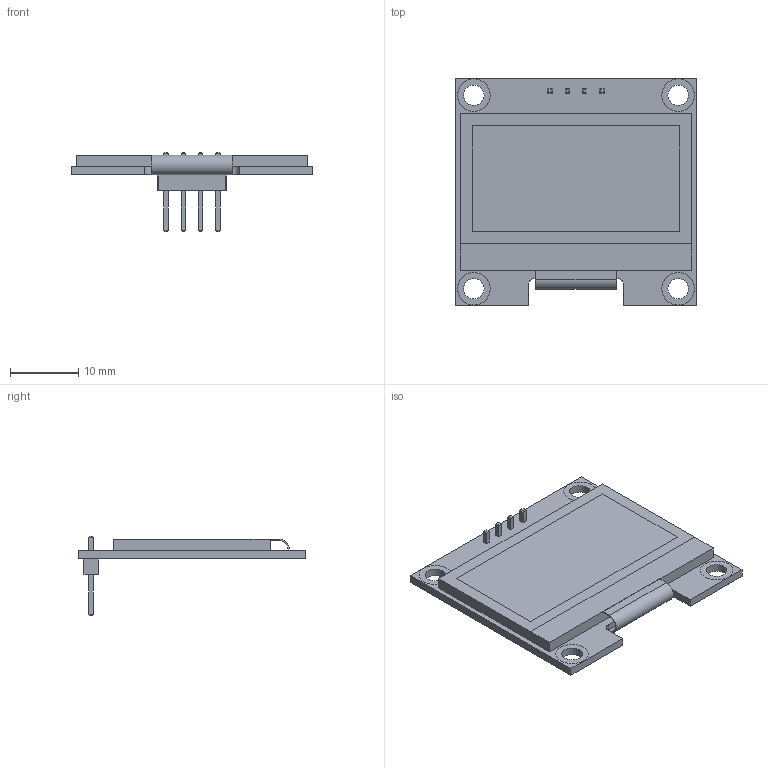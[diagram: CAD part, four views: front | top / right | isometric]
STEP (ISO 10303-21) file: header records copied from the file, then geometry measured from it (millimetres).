
FILE_DESCRIPTION (( 'STEP AP203' ), '1' );
FILE_NAME ('OLED_1.3.STEP', '2021-02-24T13:26:42', ( '' ), ( '' ), 'SwSTEP 2.0', 'SolidWorks 2018', '' );
FILE_SCHEMA (( 'CONFIG_CONTROL_DESIGN' ));
Length unit declared in the file: millimetre
Products named in the file (1): OLED_1.3
Bounding box: 35.5 x 33.4 x 11.6 mm (x, y, z)
Volume: 2732.3 mm3; surface area: 2897.3 mm2
Topology: 2 solids, 2 shells, 124 faces, 291 edges, 190 vertices
Faces by surface type: plane 112, cylinder 12
Entity records: 3590 total; most frequent: CARTESIAN_POINT 606, ORIENTED_EDGE 582, DIRECTION 581, EDGE_CURVE 291, LINE 251, VECTOR 251, VERTEX_POINT 190, AXIS2_PLACEMENT_3D 165
